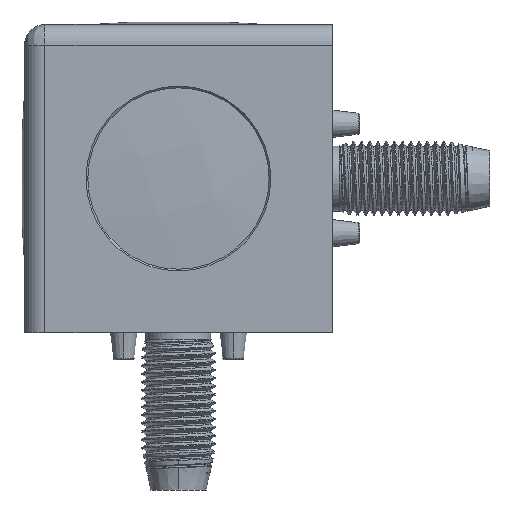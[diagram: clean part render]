
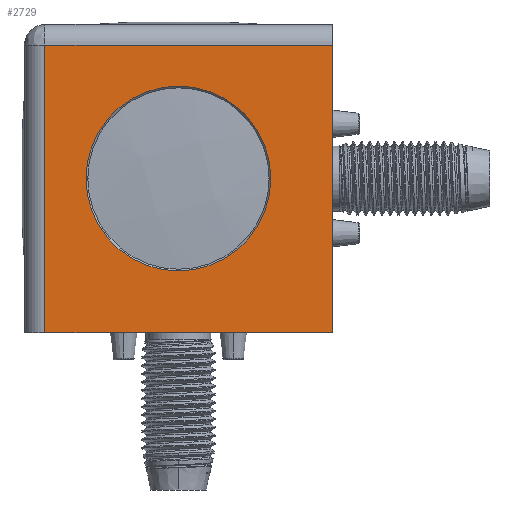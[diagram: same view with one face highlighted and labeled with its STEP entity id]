
A CAD part, left-side view. The second image highlights one B-rep face of the part: STEP entity #2729.
In plain terms, the highlighted planar face has unit normal (-1, 0, 0).
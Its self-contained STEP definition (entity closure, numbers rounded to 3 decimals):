
#124 = CARTESIAN_POINT ( 'NONE',  ( -22.5, 19.5, 19.5 ) ) ;
#1007 = CARTESIAN_POINT ( 'NONE',  ( -22.5, -22.5, 22.5 ) ) ;
#1144 = DIRECTION ( 'NONE',  ( 0., -1., 0. ) ) ;
#2130 = CIRCLE ( 'NONE', #7852, 13.5 ) ;
#2304 = CARTESIAN_POINT ( 'NONE',  ( -22.5, 22.5, -22.5 ) ) ;
#2663 = CARTESIAN_POINT ( 'NONE',  ( -22.5, 22.5, 22.5 ) ) ;
#2729 = ADVANCED_FACE ( 'NONE', ( #32718, #19934 ), #10885, .F. ) ;
#3167 = VERTEX_POINT ( 'NONE', #26593 ) ;
#3404 = VERTEX_POINT ( 'NONE', #124 ) ;
#3560 = EDGE_LOOP ( 'NONE', ( #17799, #17171, #32598, #24221 ) ) ;
#3717 = ORIENTED_EDGE ( 'NONE', *, *, #21347, .F. ) ;
#5250 = LINE ( 'NONE', #2304, #33410 ) ;
#6866 = EDGE_CURVE ( 'NONE', #8958, #3167, #31681, .T. ) ;
#7140 = CARTESIAN_POINT ( 'NONE',  ( -22.5, 0., 0. ) ) ;
#7852 = AXIS2_PLACEMENT_3D ( 'NONE', #33756, #17416, #1144 ) ;
#8301 = LINE ( 'NONE', #1007, #21944 ) ;
#8958 = VERTEX_POINT ( 'NONE', #30433 ) ;
#9867 = DIRECTION ( 'NONE',  ( 0., -1., 0. ) ) ;
#10885 = PLANE ( 'NONE',  #34075 ) ;
#11871 = VECTOR ( 'NONE', #34954, 1000. ) ;
#12420 = EDGE_LOOP ( 'NONE', ( #3717, #20265 ) ) ;
#12585 = CARTESIAN_POINT ( 'NONE',  ( -22.5, -22.5, -22.5 ) ) ;
#13601 = DIRECTION ( 'NONE',  ( 0., 1., 0. ) ) ;
#13781 = LINE ( 'NONE', #14298, #28347 ) ;
#14235 = VERTEX_POINT ( 'NONE', #17866 ) ;
#14298 = CARTESIAN_POINT ( 'NONE',  ( -22.5, 22.5, 19.5 ) ) ;
#14634 = VERTEX_POINT ( 'NONE', #12585 ) ;
#15208 = EDGE_CURVE ( 'NONE', #3404, #14235, #13781, .T. ) ;
#17171 = ORIENTED_EDGE ( 'NONE', *, *, #22986, .F. ) ;
#17416 = DIRECTION ( 'NONE',  ( -1., 0., 0. ) ) ;
#17799 = ORIENTED_EDGE ( 'NONE', *, *, #15208, .F. ) ;
#17866 = CARTESIAN_POINT ( 'NONE',  ( -22.5, -22.5, 19.5 ) ) ;
#19798 = DIRECTION ( 'NONE',  ( 0., -1., 0. ) ) ;
#19934 = FACE_BOUND ( 'NONE', #12420, .T. ) ;
#20265 = ORIENTED_EDGE ( 'NONE', *, *, #6866, .F. ) ;
#21344 = DIRECTION ( 'NONE',  ( 0., -1., 0. ) ) ;
#21347 = EDGE_CURVE ( 'NONE', #3167, #8958, #2130, .T. ) ;
#21944 = VECTOR ( 'NONE', #33732, 1000. ) ;
#22986 = EDGE_CURVE ( 'NONE', #26069, #3404, #33603, .T. ) ;
#24221 = ORIENTED_EDGE ( 'NONE', *, *, #26281, .T. ) ;
#24319 = CARTESIAN_POINT ( 'NONE',  ( -22.5, 19.5, -22.5 ) ) ;
#26069 = VERTEX_POINT ( 'NONE', #24319 ) ;
#26214 = DIRECTION ( 'NONE',  ( -1., 0., 0. ) ) ;
#26281 = EDGE_CURVE ( 'NONE', #14634, #14235, #8301, .T. ) ;
#26593 = CARTESIAN_POINT ( 'NONE',  ( -22.5, -13.5, 0. ) ) ;
#27883 = EDGE_CURVE ( 'NONE', #26069, #14634, #5250, .T. ) ;
#28347 = VECTOR ( 'NONE', #19798, 1000. ) ;
#29967 = DIRECTION ( 'NONE',  ( 1., 0., 0. ) ) ;
#30095 = AXIS2_PLACEMENT_3D ( 'NONE', #7140, #26214, #9867 ) ;
#30433 = CARTESIAN_POINT ( 'NONE',  ( -22.5, 13.5, 0. ) ) ;
#31681 = CIRCLE ( 'NONE', #30095, 13.5 ) ;
#32215 = CARTESIAN_POINT ( 'NONE',  ( -22.5, 19.5, 22.5 ) ) ;
#32598 = ORIENTED_EDGE ( 'NONE', *, *, #27883, .T. ) ;
#32718 = FACE_OUTER_BOUND ( 'NONE', #3560, .T. ) ;
#33410 = VECTOR ( 'NONE', #21344, 1000. ) ;
#33603 = LINE ( 'NONE', #32215, #11871 ) ;
#33732 = DIRECTION ( 'NONE',  ( 0., 0., 1. ) ) ;
#33756 = CARTESIAN_POINT ( 'NONE',  ( -22.5, 0., 0. ) ) ;
#34075 = AXIS2_PLACEMENT_3D ( 'NONE', #2663, #29967, #13601 ) ;
#34954 = DIRECTION ( 'NONE',  ( 0., 0., 1. ) ) ;
